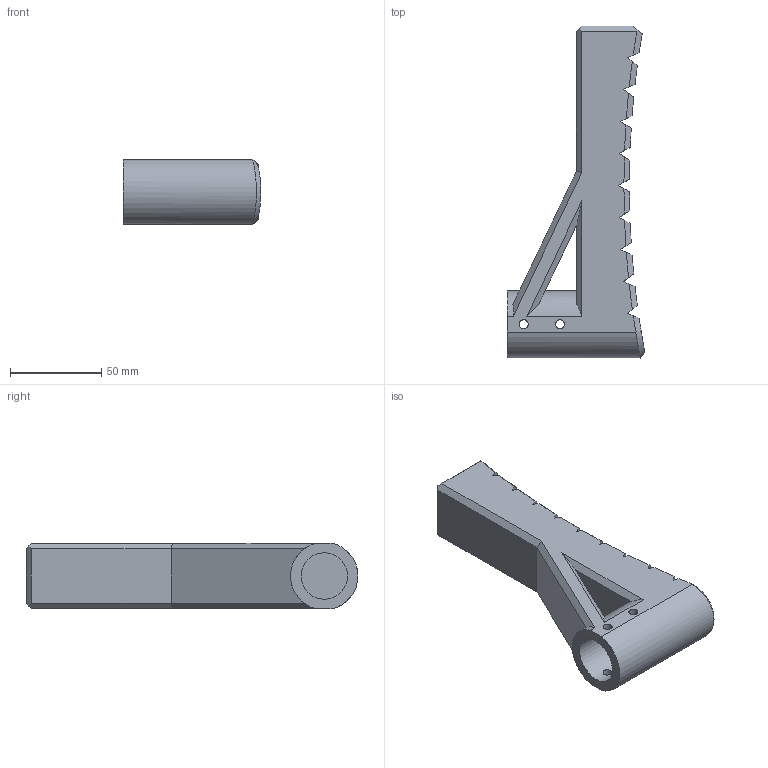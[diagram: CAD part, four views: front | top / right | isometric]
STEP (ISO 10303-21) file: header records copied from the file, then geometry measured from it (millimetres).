
FILE_DESCRIPTION(/* description */ (''),/* implementation_level */ '2;1');
FILE_NAME(/* name */ 'StandaloneStock.step',/* time_stamp */ '2021-01-21T23:40:38-05:00',/* author */ (''),/* organization */ (''),/* preprocessor_version */ 'ST-DEVELOPER v18.1',/* originating_system */ 'Autodesk Translation Framework v9.7.1.1290',/* authorisation */ '');
FILE_SCHEMA (('AUTOMOTIVE_DESIGN { 1 0 10303 214 3 1 1 }'));
Length unit declared in the file: millimetre
Products named in the file (1): Standalone Stock
Bounding box: 75.54 x 182.2 x 36 mm (x, y, z)
Volume: 241228.7 mm3; surface area: 38700.6 mm2
Topology: 1 solids, 1 shells, 78 faces, 229 edges, 152 vertices
Faces by surface type: plane 39, cone 20, cylinder 18, bspline 1
Full cylindrical faces by diameter (mm): 5 x4, 25.5 x1
Entity records: 2854 total; most frequent: CARTESIAN_POINT 822, ORIENTED_EDGE 458, DIRECTION 386, EDGE_CURVE 229, VERTEX_POINT 152, AXIS2_PLACEMENT_3D 135, LINE 116, VECTOR 116
